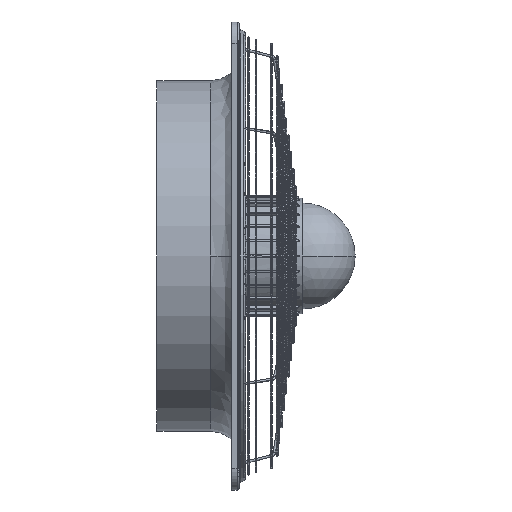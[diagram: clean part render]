
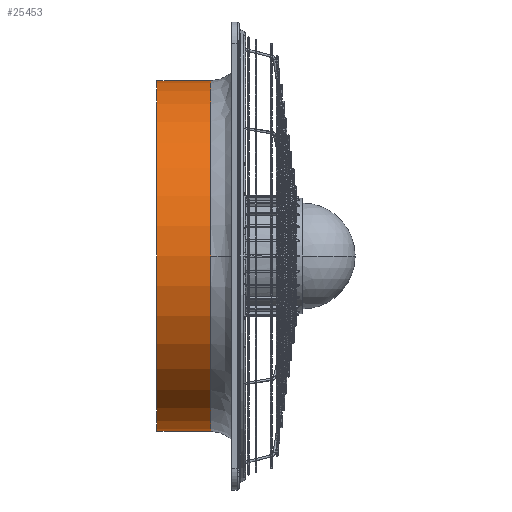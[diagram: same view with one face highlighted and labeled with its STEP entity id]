
A CAD part, front view. The second image highlights one B-rep face of the part: STEP entity #25453.
In plain terms, the highlighted cylindrical face has radius 286.5 mm (diameter 573 mm), a partial arc.
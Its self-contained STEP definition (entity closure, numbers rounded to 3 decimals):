
#1195 = EDGE_LOOP ( 'NONE', ( #5994, #14019, #15598, #19408, #28473 ) ) ;
#2439 = LINE ( 'NONE', #27509, #16922 ) ;
#2881 = FACE_OUTER_BOUND ( 'NONE', #1195, .T. ) ;
#3535 = DIRECTION ( 'NONE',  ( 0., 1., 0. ) ) ;
#4208 = DIRECTION ( 'NONE',  ( 1., 0., 0. ) ) ;
#4385 = CARTESIAN_POINT ( 'NONE',  ( -327.534, -464., 0. ) ) ;
#5994 = ORIENTED_EDGE ( 'NONE', *, *, #27535, .F. ) ;
#6286 = DIRECTION ( 'NONE',  ( -1., 0., 0. ) ) ;
#6895 = CIRCLE ( 'NONE', #28899, 286.5 ) ;
#7645 = DIRECTION ( 'NONE',  ( 1., 0., 0. ) ) ;
#10293 = CIRCLE ( 'NONE', #14583, 286.5 ) ;
#11390 = CARTESIAN_POINT ( 'NONE',  ( -283.534, -464., 0. ) ) ;
#12908 = AXIS2_PLACEMENT_3D ( 'NONE', #11390, #6286, #16584 ) ;
#13674 = CARTESIAN_POINT ( 'NONE',  ( -327.534, -464., -286.5 ) ) ;
#14019 = ORIENTED_EDGE ( 'NONE', *, *, #25921, .T. ) ;
#14583 = AXIS2_PLACEMENT_3D ( 'NONE', #28210, #30829, #16576 ) ;
#14787 = CYLINDRICAL_SURFACE ( 'NONE', #19362, 286.5 ) ;
#14826 = CIRCLE ( 'NONE', #12908, 286.5 ) ;
#15050 = DIRECTION ( 'NONE',  ( 0., 0., -1. ) ) ;
#15212 = VERTEX_POINT ( 'NONE', #24074 ) ;
#15506 = VECTOR ( 'NONE', #4208, 1000. ) ;
#15598 = ORIENTED_EDGE ( 'NONE', *, *, #25823, .T. ) ;
#16175 = CARTESIAN_POINT ( 'NONE',  ( -283.534, -750.5, 0. ) ) ;
#16576 = DIRECTION ( 'NONE',  ( 0., 0., -1. ) ) ;
#16584 = DIRECTION ( 'NONE',  ( 0., 1., 0. ) ) ;
#16922 = VECTOR ( 'NONE', #30131, 1000. ) ;
#19028 = EDGE_CURVE ( 'NONE', #24890, #21435, #14826, .T. ) ;
#19362 = AXIS2_PLACEMENT_3D ( 'NONE', #4385, #7645, #15050 ) ;
#19408 = ORIENTED_EDGE ( 'NONE', *, *, #19028, .T. ) ;
#19674 = CARTESIAN_POINT ( 'NONE',  ( -371.534, -464., -286.5 ) ) ;
#21435 = VERTEX_POINT ( 'NONE', #16175 ) ;
#23024 = VERTEX_POINT ( 'NONE', #19674 ) ;
#24074 = CARTESIAN_POINT ( 'NONE',  ( -283.534, -464., 286.5 ) ) ;
#24781 = CARTESIAN_POINT ( 'NONE',  ( -371.534, -464., 286.5 ) ) ;
#24890 = VERTEX_POINT ( 'NONE', #30312 ) ;
#25453 = ADVANCED_FACE ( 'NONE', ( #2881 ), #14787, .T. ) ;
#25823 = EDGE_CURVE ( 'NONE', #23024, #24890, #28878, .T. ) ;
#25921 = EDGE_CURVE ( 'NONE', #30819, #23024, #10293, .T. ) ;
#26494 = EDGE_CURVE ( 'NONE', #21435, #15212, #6895, .T. ) ;
#26897 = DIRECTION ( 'NONE',  ( -1., 0., 0. ) ) ;
#27509 = CARTESIAN_POINT ( 'NONE',  ( -327.534, -464., 286.5 ) ) ;
#27535 = EDGE_CURVE ( 'NONE', #30819, #15212, #2439, .T. ) ;
#28210 = CARTESIAN_POINT ( 'NONE',  ( -371.534, -464., 0. ) ) ;
#28473 = ORIENTED_EDGE ( 'NONE', *, *, #26494, .T. ) ;
#28878 = LINE ( 'NONE', #13674, #15506 ) ;
#28899 = AXIS2_PLACEMENT_3D ( 'NONE', #29610, #26897, #3535 ) ;
#29610 = CARTESIAN_POINT ( 'NONE',  ( -283.534, -464., 0. ) ) ;
#30131 = DIRECTION ( 'NONE',  ( 1., 0., 0. ) ) ;
#30312 = CARTESIAN_POINT ( 'NONE',  ( -283.534, -464., -286.5 ) ) ;
#30819 = VERTEX_POINT ( 'NONE', #24781 ) ;
#30829 = DIRECTION ( 'NONE',  ( 1., 0., 0. ) ) ;
